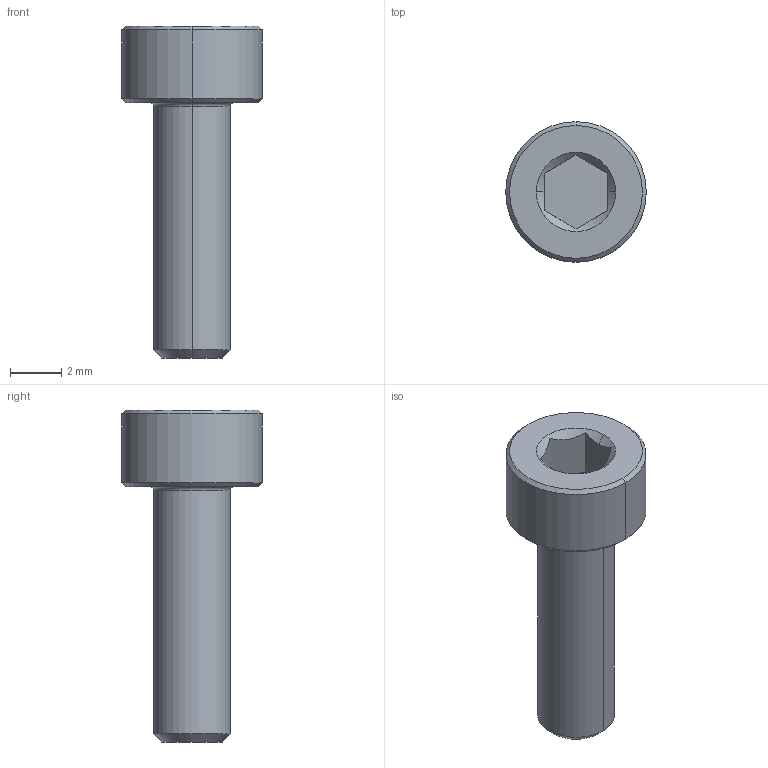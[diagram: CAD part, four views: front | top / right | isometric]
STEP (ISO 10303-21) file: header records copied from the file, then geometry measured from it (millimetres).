
FILE_DESCRIPTION (( 'STEP AP214' ), '1' );
FILE_NAME ('91290A115_Alloy Steel Socket Head Screw.STEP', '2025-08-11T18:03:14', ( '' ), ( '' ), 'SwSTEP 2.0', 'SolidWorks 2024', '' );
FILE_SCHEMA (( 'AUTOMOTIVE_DESIGN' ));
Length unit declared in the file: millimetre
Products named in the file (1): 91290A115_Alloy Steel Socket Head Screw_91290A115
Bounding box: 5.5 x 5.5 x 13 mm (x, y, z)
Volume: 132.1 mm3; surface area: 219.4 mm2
Topology: 2 solids, 2 shells, 27 faces, 58 edges, 35 vertices
Faces by surface type: plane 11, cone 10, cylinder 4, torus 2
Entity records: 776 total; most frequent: CARTESIAN_POINT 163, DIRECTION 126, ORIENTED_EDGE 112, EDGE_CURVE 56, AXIS2_PLACEMENT_3D 50, VERTEX_POINT 35, EDGE_LOOP 29, FACE_OUTER_BOUND 27
